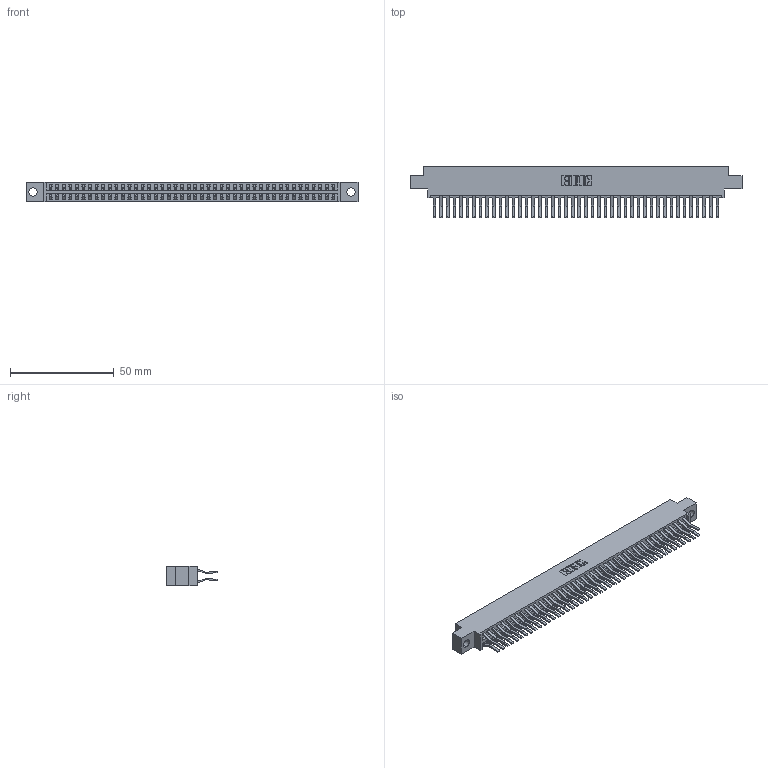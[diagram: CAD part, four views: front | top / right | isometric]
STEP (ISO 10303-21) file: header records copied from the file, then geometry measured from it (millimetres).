
FILE_DESCRIPTION (( 'STEP AP203' ), '1' );
FILE_NAME ('346-088-560-804.STEP', '2018-08-30T01:05:47', ( '' ), ( '' ), 'SwSTEP 2.0', 'SolidWorks 2016', '' );
FILE_SCHEMA (( 'CONFIG_CONTROL_DESIGN' ));
Length unit declared in the file: inch
Products named in the file (3): 346-088-560-804; 346 Part_0.170 Offset - 0.156 Dia-TH; 345-292-001_560 Tail
Assembly tree (89 placements, depth 2):
  346-088-560-804
    346 Part_0.170 Offset - 0.156 Dia-TH
    345-292-001_560 Tail  x88
Bounding box: 160.27 x 24.78 x 9.4 mm (x, y, z)
Volume: 15978.6 mm3; surface area: 23526.9 mm2
Topology: 89 solids, 89 shells, 4878 faces, 14509 edges, 9554 vertices
Faces by surface type: plane 3160, cylinder 1718
Entity records: 28669 total; most frequent: CARTESIAN_POINT 4724, ORIENTED_EDGE 4658, DIRECTION 4217, EDGE_CURVE 2329, LINE 2017, VECTOR 2017, VERTEX_POINT 1550, AXIS2_PLACEMENT_3D 1100
